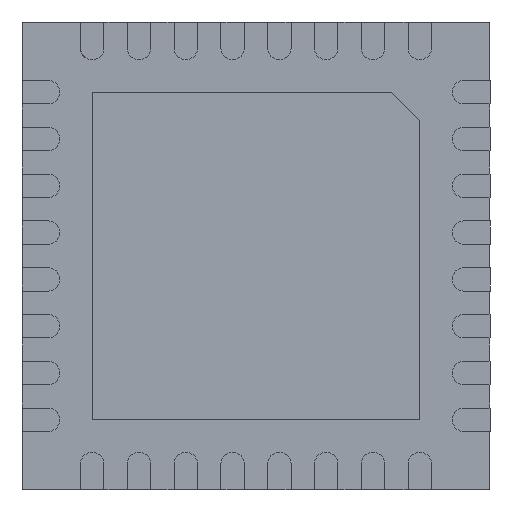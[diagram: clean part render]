
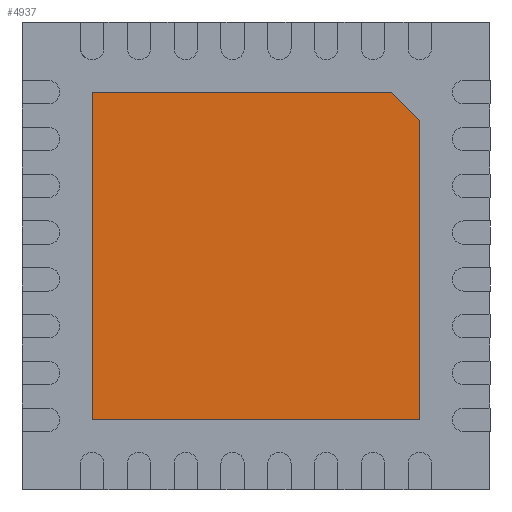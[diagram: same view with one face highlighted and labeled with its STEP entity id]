
A CAD part, front view. The second image highlights one B-rep face of the part: STEP entity #4937.
In plain terms, the highlighted planar face has unit normal (0, -1, 0).
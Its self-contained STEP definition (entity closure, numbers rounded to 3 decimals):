
#154 = CARTESIAN_POINT ( 'NONE',  ( 1.75, -0.03, 1.447 ) ) ;
#303 = VERTEX_POINT ( 'NONE', #1536 ) ;
#431 = LINE ( 'NONE', #2912, #1552 ) ;
#1118 = CARTESIAN_POINT ( 'NONE',  ( 1.447, -0.03, 1.75 ) ) ;
#1325 = CARTESIAN_POINT ( 'NONE',  ( 0., -0.03, 0. ) ) ;
#1536 = CARTESIAN_POINT ( 'NONE',  ( -1.75, -0.03, -1.75 ) ) ;
#1552 = VECTOR ( 'NONE', #9422, 1000. ) ;
#1620 = EDGE_CURVE ( 'NONE', #8585, #303, #2783, .T. ) ;
#2104 = FACE_OUTER_BOUND ( 'NONE', #9735, .T. ) ;
#2130 = ORIENTED_EDGE ( 'NONE', *, *, #1620, .T. ) ;
#2307 = LINE ( 'NONE', #4884, #11185 ) ;
#2529 = DIRECTION ( 'NONE',  ( 0., 0., 1. ) ) ;
#2728 = VERTEX_POINT ( 'NONE', #10178 ) ;
#2783 = LINE ( 'NONE', #9890, #5576 ) ;
#2861 = ORIENTED_EDGE ( 'NONE', *, *, #11507, .T. ) ;
#2912 = CARTESIAN_POINT ( 'NONE',  ( 1.447, -0.03, 1.75 ) ) ;
#3389 = VERTEX_POINT ( 'NONE', #154 ) ;
#4016 = DIRECTION ( 'NONE',  ( 0., -1., 0. ) ) ;
#4239 = ORIENTED_EDGE ( 'NONE', *, *, #7062, .T. ) ;
#4615 = VERTEX_POINT ( 'NONE', #1118 ) ;
#4857 = DIRECTION ( 'NONE',  ( 0., 0., -1. ) ) ;
#4884 = CARTESIAN_POINT ( 'NONE',  ( 1.75, -0.03, 1.447 ) ) ;
#4937 = ADVANCED_FACE ( 'NONE', ( #2104 ), #5757, .T. ) ;
#5576 = VECTOR ( 'NONE', #7258, 1000. ) ;
#5600 = AXIS2_PLACEMENT_3D ( 'NONE', #1325, #4016, #4857 ) ;
#5757 = PLANE ( 'NONE',  #5600 ) ;
#7062 = EDGE_CURVE ( 'NONE', #303, #2728, #11538, .T. ) ;
#7258 = DIRECTION ( 'NONE',  ( 0., 0., -1. ) ) ;
#7408 = EDGE_CURVE ( 'NONE', #3389, #4615, #2307, .T. ) ;
#7459 = DIRECTION ( 'NONE',  ( 1., 0., 0. ) ) ;
#7838 = EDGE_CURVE ( 'NONE', #2728, #3389, #9820, .T. ) ;
#8302 = CARTESIAN_POINT ( 'NONE',  ( -1.75, -0.03, -1.75 ) ) ;
#8331 = VECTOR ( 'NONE', #2529, 1000. ) ;
#8585 = VERTEX_POINT ( 'NONE', #9817 ) ;
#8705 = VECTOR ( 'NONE', #7459, 1000. ) ;
#9126 = ORIENTED_EDGE ( 'NONE', *, *, #7408, .T. ) ;
#9422 = DIRECTION ( 'NONE',  ( -1., 0., 0. ) ) ;
#9596 = DIRECTION ( 'NONE',  ( -0.707, 0., 0.707 ) ) ;
#9735 = EDGE_LOOP ( 'NONE', ( #2130, #4239, #11080, #9126, #2861 ) ) ;
#9817 = CARTESIAN_POINT ( 'NONE',  ( -1.75, -0.03, 1.75 ) ) ;
#9820 = LINE ( 'NONE', #10698, #8331 ) ;
#9890 = CARTESIAN_POINT ( 'NONE',  ( -1.75, -0.03, 1.75 ) ) ;
#10178 = CARTESIAN_POINT ( 'NONE',  ( 1.75, -0.03, -1.75 ) ) ;
#10698 = CARTESIAN_POINT ( 'NONE',  ( 1.75, -0.03, -1.75 ) ) ;
#11080 = ORIENTED_EDGE ( 'NONE', *, *, #7838, .T. ) ;
#11185 = VECTOR ( 'NONE', #9596, 1000. ) ;
#11507 = EDGE_CURVE ( 'NONE', #4615, #8585, #431, .T. ) ;
#11538 = LINE ( 'NONE', #8302, #8705 ) ;
